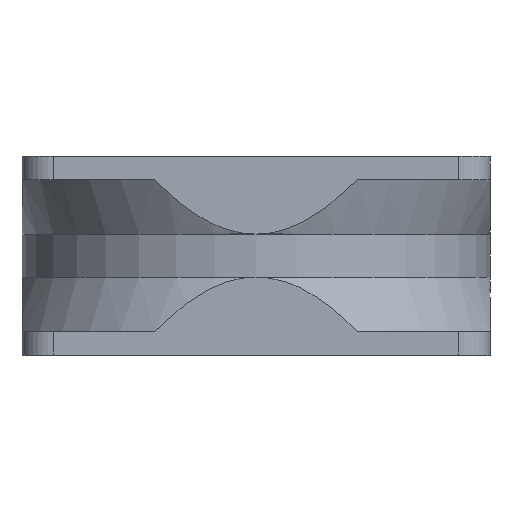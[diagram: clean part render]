
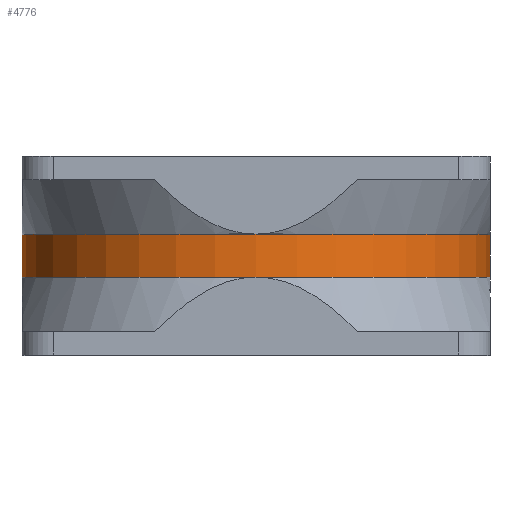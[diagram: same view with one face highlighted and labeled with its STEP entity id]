
A CAD part, top view. The second image highlights one B-rep face of the part: STEP entity #4776.
In plain terms, the highlighted cylindrical face has radius 30 mm (diameter 60 mm), a partial arc.
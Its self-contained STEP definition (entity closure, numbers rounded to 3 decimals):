
#4316=CARTESIAN_POINT('POINT1169',(0.,10.,
   30.));
#4317=VERTEX_POINT('VERTEX1169',#4316);
#4403=CARTESIAN_POINT('POINT1174',(0.,15.5,30.));
#4404=VERTEX_POINT('VERTEX1174',#4403);
#4430=CARTESIAN_POINT('POINT1175',(30.,15.5,
   0.));
#4431=VERTEX_POINT('VERTEX1175',#4430);
#4497=CARTESIAN_POINT('POINT1180',(-30.,15.5,0.));
#4498=VERTEX_POINT('VERTEX1180',#4497);
#4549=CARTESIAN_POINT('POINT1182',(-30.,10.,
   0.));
#4550=VERTEX_POINT('VERTEX1182',#4549);
#4616=CARTESIAN_POINT('POINT1187',(30.,10.,
   0.));
#4617=VERTEX_POINT('VERTEX1187',#4616);
#4672=CARTESIAN_POINT('POS1592',(0.,10.,0.
   ));
#4673=DIRECTION('DIR2645',(0.,1.,0.));
#4674=DIRECTION('DIR2646',(1.,0.,0.));
#4675=AXIS2_PLACEMENT_3D('AXIS1054',#4672,#4673,#4674);
#4676=CIRCLE('ELLIPSE685',#4675,30.);
#4677=EDGE_CURVE('EDGE1679',#4317,#4617,#4676,.T.);
#4688=EDGE_CURVE('EDGE1680',#4550,#4317,#4676,.T.);
#4698=CARTESIAN_POINT('POS1594',(0.,15.5,0.));
#4699=DIRECTION('DIR2649',(0.,1.,0.));
#4700=DIRECTION('DIR2650',(1.,0.,0.));
#4701=AXIS2_PLACEMENT_3D('AXIS1056',#4698,#4699,#4700);
#4702=CIRCLE('ELLIPSE686',#4701,30.);
#4703=EDGE_CURVE('EDGE1681',#4498,#4404,#4702,.T.);
#4714=EDGE_CURVE('EDGE1682',#4404,#4431,#4702,.T.);
#4753=CARTESIAN_POINT('POS1596',(30.,12.75,
   0.));
#4754=DIRECTION('DIR2653',(0.,1.,0.));
#4755=VECTOR('VEC539',#4754,1.);
#4756=LINE('STRAIGHT539',#4753,#4755);
#4757=EDGE_CURVE('EDGE1687',#4617,#4431,#4756,.T.);
#4758=ORIENTED_EDGE('COEDGE3365',*,*,#4757,.T.);
#4759=ORIENTED_EDGE('COEDGE3366',*,*,#4714,.F.);
#4760=ORIENTED_EDGE('COEDGE3367',*,*,#4703,.F.);
#4761=CARTESIAN_POINT('POS1597',(-30.,12.75,
   0.));
#4762=DIRECTION('DIR2654',(0.,-1.,0.));
#4763=VECTOR('VEC540',#4762,1.);
#4764=LINE('STRAIGHT540',#4761,#4763);
#4765=EDGE_CURVE('EDGE1688',#4498,#4550,#4764,.T.);
#4766=ORIENTED_EDGE('COEDGE3368',*,*,#4765,.T.);
#4767=ORIENTED_EDGE('COEDGE3369',*,*,#4688,.T.);
#4768=ORIENTED_EDGE('COEDGE3370',*,*,#4677,.T.);
#4769=EDGE_LOOP('NONE',(#4758,#4759,#4760,#4766,#4767,#4768));
#4770=FACE_BOUND('LOOP1',#4769,.T.);
#4771=CARTESIAN_POINT('POS1598',(0.,12.75,0.));
#4772=DIRECTION('DIR2655',(0.,1.,0.));
#4773=DIRECTION('DIR2656',(1.,0.,0.));
#4774=AXIS2_PLACEMENT_3D('AXIS1058',#4771,#4772,#4773);
#4775=CYLINDRICAL_SURFACE('CONE_SURF212',#4774,30.);
#4776=ADVANCED_FACE('FACE603',(#4770),#4775,.T.);
